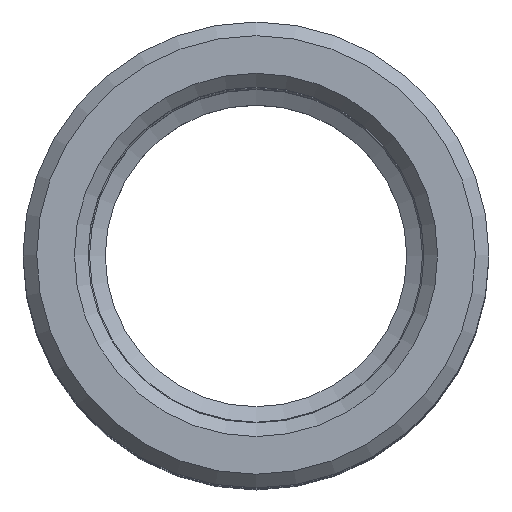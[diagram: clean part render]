
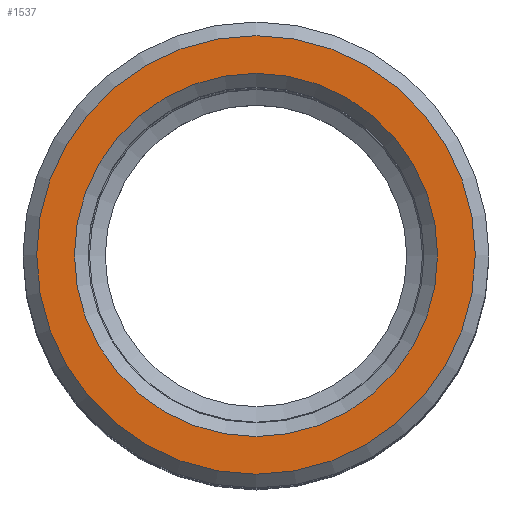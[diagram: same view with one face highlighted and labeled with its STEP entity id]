
A CAD part, top view. The second image highlights one B-rep face of the part: STEP entity #1537.
In plain terms, the highlighted face is planar.
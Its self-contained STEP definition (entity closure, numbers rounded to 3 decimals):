
#612=ORIENTED_EDGE('',*,*,#801,.F.);
#613=ORIENTED_EDGE('',*,*,#802,.T.);
#701=CIRCLE('',#1430,8.);
#702=CIRCLE('',#1432,6.625);
#751=VERTEX_POINT('',#1285);
#752=VERTEX_POINT('',#1288);
#801=EDGE_CURVE('',#751,#751,#701,.T.);
#802=EDGE_CURVE('',#752,#752,#702,.T.);
#862=EDGE_LOOP('',(#612));
#863=EDGE_LOOP('',(#613));
#962=FACE_BOUND('',#862,.T.);
#963=FACE_BOUND('',#863,.T.);
#1084=DIRECTION('',(0.,-1.,0.));
#1085=DIRECTION('',(0.,0.,-8.));
#1086=DIRECTION('',(0.,1.,0.));
#1087=DIRECTION('',(1.,0.,0.));
#1088=DIRECTION('',(0.,-1.,0.));
#1089=DIRECTION('',(0.,0.,-6.625));
#1285=CARTESIAN_POINT('',(97.786,170.122,0.));
#1286=CARTESIAN_POINT('',(89.786,170.122,0.));
#1287=CARTESIAN_POINT('',(89.786,170.122,0.));
#1288=CARTESIAN_POINT('',(96.411,170.122,0.));
#1289=CARTESIAN_POINT('',(89.786,170.122,0.));
#1430=AXIS2_PLACEMENT_3D('',#1286,#1084,#1085);
#1431=AXIS2_PLACEMENT_3D('',#1287,#1086,#1087);
#1432=AXIS2_PLACEMENT_3D('',#1289,#1088,#1089);
#1517=PLANE('',#1431);
#1537=ADVANCED_FACE('',(#962,#963),#1517,.T.);
